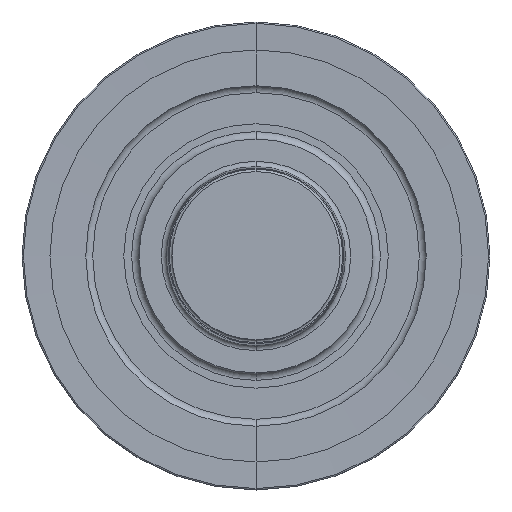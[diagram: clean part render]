
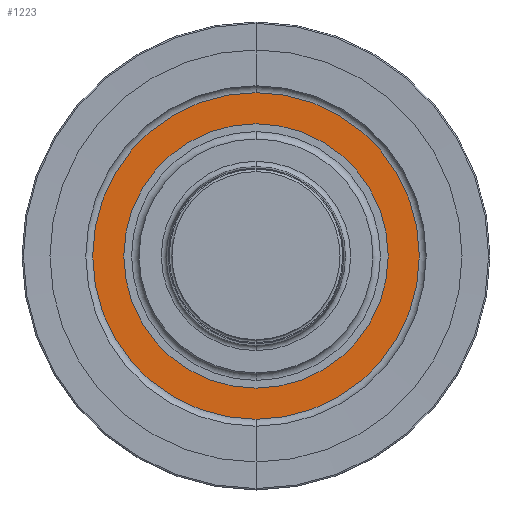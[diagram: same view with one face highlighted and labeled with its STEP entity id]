
A CAD part, top view. The second image highlights one B-rep face of the part: STEP entity #1223.
In plain terms, the highlighted face is planar.
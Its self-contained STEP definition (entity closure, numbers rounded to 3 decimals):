
#842=CARTESIAN_POINT('',(0.,0.,0.36));
#843=DIRECTION('',(0.,0.,1.));
#844=DIRECTION('',(0.,1.,0.));
#845=AXIS2_PLACEMENT_3D('',#842,#843,#844);
#850=CARTESIAN_POINT('',(0.,0.,0.36));
#851=DIRECTION('',(0.,0.,-1.));
#852=DIRECTION('',(0.,1.,0.));
#853=AXIS2_PLACEMENT_3D('',#850,#851,#852);
#858=CARTESIAN_POINT('',(0.,0.,0.36));
#859=DIRECTION('',(0.,0.,-1.));
#860=DIRECTION('',(0.,1.,0.));
#861=AXIS2_PLACEMENT_3D('',#858,#859,#860);
#882=CARTESIAN_POINT('',(0.,0.,0.36));
#883=DIRECTION('',(0.,0.,1.));
#884=DIRECTION('',(0.,1.,0.));
#885=AXIS2_PLACEMENT_3D('',#882,#883,#884);
#1135=CARTESIAN_POINT('',(0.,5.,0.36));
#1137=VERTEX_POINT('',#1135);
#1138=CARTESIAN_POINT('',(0.,6.177,0.36));
#1140=VERTEX_POINT('',#1138);
#1143=CARTESIAN_POINT('',(0.,-5.,0.36));
#1145=VERTEX_POINT('',#1143);
#1146=CARTESIAN_POINT('',(0.,-6.177,0.36));
#1148=VERTEX_POINT('',#1146);
#1208=CARTESIAN_POINT('',(0.,0.,0.36));
#1209=DIRECTION('',(0.,0.,-1.));
#1210=DIRECTION('',(0.,-1.,0.));
#1211=AXIS2_PLACEMENT_3D('',#1208,#1209,#1210);
#1212=PLANE('',#1211);
#1214=ORIENTED_EDGE('',*,*,#1213,.F.);
#1216=ORIENTED_EDGE('',*,*,#1215,.T.);
#1217=EDGE_LOOP('',(#1214,#1216));
#1218=FACE_OUTER_BOUND('',#1217,.F.);
#1219=ORIENTED_EDGE('',*,*,#1200,.F.);
#1220=ORIENTED_EDGE('',*,*,#1189,.T.);
#1221=EDGE_LOOP('',(#1219,#1220));
#1222=FACE_BOUND('',#1221,.F.);
#1223=ADVANCED_FACE('',(#1218,#1222),#1212,.T.);
#846=CIRCLE('',#845,5.);
#854=CIRCLE('',#853,5.);
#862=CIRCLE('',#861,6.177);
#886=CIRCLE('',#885,6.177);
#1189=EDGE_CURVE('',#1137,#1145,#854,.T.);
#1200=EDGE_CURVE('',#1137,#1145,#846,.T.);
#1213=EDGE_CURVE('',#1140,#1148,#862,.T.);
#1215=EDGE_CURVE('',#1140,#1148,#886,.T.);
